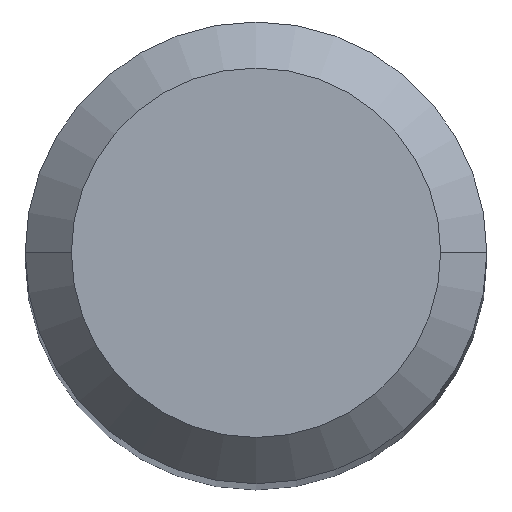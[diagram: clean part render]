
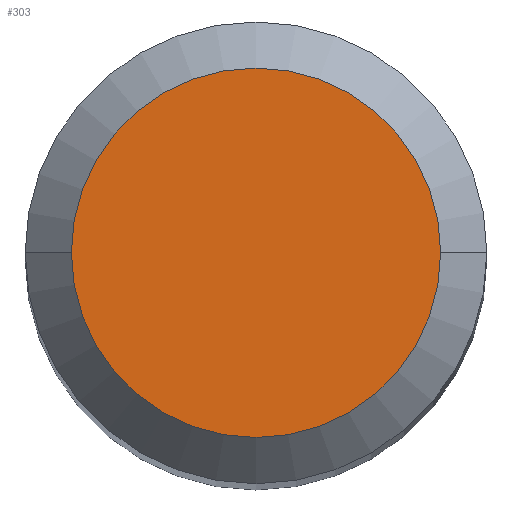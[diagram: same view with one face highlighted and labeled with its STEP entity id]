
A CAD part, top view. The second image highlights one B-rep face of the part: STEP entity #303.
In plain terms, the highlighted planar face has unit normal (0, 0, 1).
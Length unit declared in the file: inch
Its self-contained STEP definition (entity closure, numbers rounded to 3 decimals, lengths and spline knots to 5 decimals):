
#5 = CARTESIAN_POINT ( 'NONE',  ( 0., 0., 0. ) ) ;
#6 = ORIENTED_EDGE ( 'NONE', *, *, #74, .T. ) ;
#34 = CARTESIAN_POINT ( 'NONE',  ( -0.09448, 0., 0. ) ) ;
#40 = PLANE ( 'NONE',  #422 ) ;
#47 = CIRCLE ( 'NONE', #201, 0.09448 ) ;
#74 = EDGE_CURVE ( 'NONE', #204, #165, #413, .T. ) ;
#93 = DIRECTION ( 'NONE',  ( 1., 0., 0. ) ) ;
#127 = DIRECTION ( 'NONE',  ( 1., 0., 0. ) ) ;
#165 = VERTEX_POINT ( 'NONE', #236 ) ;
#169 = EDGE_LOOP ( 'NONE', ( #6, #183 ) ) ;
#183 = ORIENTED_EDGE ( 'NONE', *, *, #404, .T. ) ;
#188 = DIRECTION ( 'NONE',  ( 0., 0., 1. ) ) ;
#201 = AXIS2_PLACEMENT_3D ( 'NONE', #367, #476, #127 ) ;
#204 = VERTEX_POINT ( 'NONE', #34 ) ;
#236 = CARTESIAN_POINT ( 'NONE',  ( 0.09448, 0., 0. ) ) ;
#303 = ADVANCED_FACE ( 'NONE', ( #327 ), #40, .F. ) ;
#327 = FACE_OUTER_BOUND ( 'NONE', #169, .T. ) ;
#360 = DIRECTION ( 'NONE',  ( 0., 0., -1. ) ) ;
#367 = CARTESIAN_POINT ( 'NONE',  ( 0., 0., 0. ) ) ;
#370 = DIRECTION ( 'NONE',  ( -1., 0., 0. ) ) ;
#404 = EDGE_CURVE ( 'NONE', #165, #204, #47, .T. ) ;
#413 = CIRCLE ( 'NONE', #497, 0.09448 ) ;
#422 = AXIS2_PLACEMENT_3D ( 'NONE', #5, #360, #370 ) ;
#476 = DIRECTION ( 'NONE',  ( 0., 0., 1. ) ) ;
#497 = AXIS2_PLACEMENT_3D ( 'NONE', #502, #188, #93 ) ;
#502 = CARTESIAN_POINT ( 'NONE',  ( 0., 0., 0. ) ) ;
